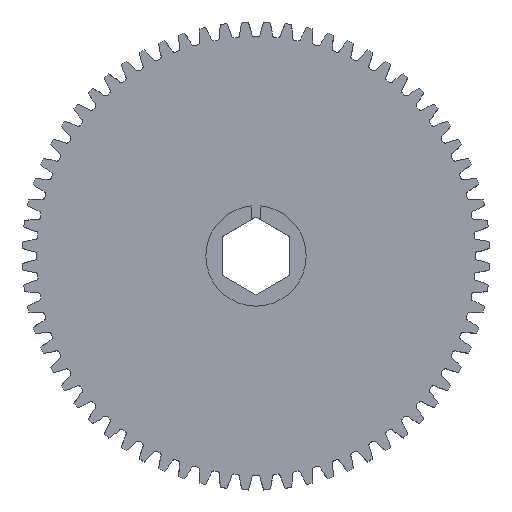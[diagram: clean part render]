
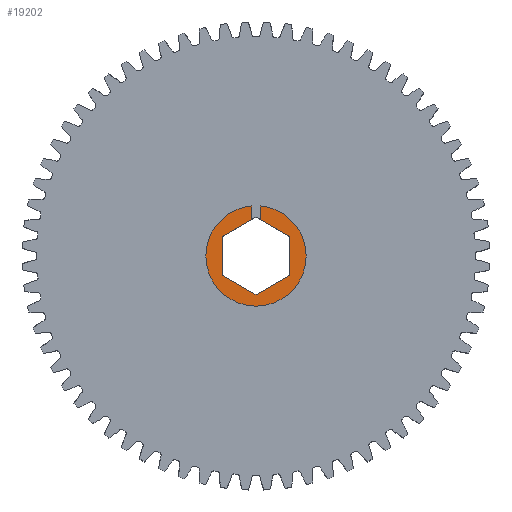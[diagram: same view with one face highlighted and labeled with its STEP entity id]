
A CAD part, top view. The second image highlights one B-rep face of the part: STEP entity #19202.
In plain terms, the highlighted planar face has unit normal (0, 0, 1).
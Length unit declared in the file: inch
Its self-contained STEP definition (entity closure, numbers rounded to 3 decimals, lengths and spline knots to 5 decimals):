
#180 = VECTOR ( 'NONE', #19211, 39.37008 ) ;
#194 = VECTOR ( 'NONE', #976, 39.37008 ) ;
#425 = DIRECTION ( 'NONE',  ( 0.866, 0.5, 0. ) ) ;
#639 = DIRECTION ( 'NONE',  ( -0.866, 0.5, 0. ) ) ;
#758 = LINE ( 'NONE', #17369, #23771 ) ;
#891 = EDGE_CURVE ( 'NONE', #22400, #11299, #21169, .T. ) ;
#976 = DIRECTION ( 'NONE',  ( 0., -1., 0. ) ) ;
#1235 = EDGE_LOOP ( 'NONE', ( #13852, #6045, #22419, #14712, #23568, #12204, #18603, #11804, #3559, #3826, #10567 ) ) ;
#1290 = VERTEX_POINT ( 'NONE', #7349 ) ;
#1747 = DIRECTION ( 'NONE',  ( 1., 0., 0. ) ) ;
#2019 = CARTESIAN_POINT ( 'NONE',  ( 0., 0., 0.249 ) ) ;
#2101 = CIRCLE ( 'NONE', #17803, 0.375 ) ;
#2107 = VERTEX_POINT ( 'NONE', #5023 ) ;
#2128 = EDGE_CURVE ( 'NONE', #4380, #22400, #10673, .T. ) ;
#2197 = CARTESIAN_POINT ( 'NONE',  ( 0.03125, 0.12544, 0.249 ) ) ;
#2275 = CARTESIAN_POINT ( 'NONE',  ( 0., -0.28983, 0.249 ) ) ;
#2661 = CARTESIAN_POINT ( 'NONE',  ( 0.251, -0.14491, 0.249 ) ) ;
#2812 = CARTESIAN_POINT ( 'NONE',  ( -0.375, 0., 0.249 ) ) ;
#3559 = ORIENTED_EDGE ( 'NONE', *, *, #9759, .F. ) ;
#3640 = VECTOR ( 'NONE', #23862, 39.37008 ) ;
#3826 = ORIENTED_EDGE ( 'NONE', *, *, #891, .F. ) ;
#4070 = AXIS2_PLACEMENT_3D ( 'NONE', #2019, #20972, #21220 ) ;
#4074 = VERTEX_POINT ( 'NONE', #12032 ) ;
#4380 = VERTEX_POINT ( 'NONE', #16146 ) ;
#4596 = EDGE_CURVE ( 'NONE', #13654, #4074, #2101, .T. ) ;
#4691 = VERTEX_POINT ( 'NONE', #12792 ) ;
#5023 = CARTESIAN_POINT ( 'NONE',  ( 0.03125, 0.27179, 0.249 ) ) ;
#5051 = VERTEX_POINT ( 'NONE', #2661 ) ;
#5055 = DIRECTION ( 'NONE',  ( 1., 0., 0. ) ) ;
#5282 = DIRECTION ( 'NONE',  ( 0., -1., 0. ) ) ;
#6045 = ORIENTED_EDGE ( 'NONE', *, *, #20262, .T. ) ;
#6737 = EDGE_CURVE ( 'NONE', #2107, #4074, #12029, .T. ) ;
#6817 = VECTOR ( 'NONE', #16749, 39.37008 ) ;
#7349 = CARTESIAN_POINT ( 'NONE',  ( -0.03125, 0.3737, 0.249 ) ) ;
#7389 = DIRECTION ( 'NONE',  ( 0., 0., 1. ) ) ;
#8470 = DIRECTION ( 'NONE',  ( 0., 1., 0. ) ) ;
#8699 = VERTEX_POINT ( 'NONE', #21826 ) ;
#9731 = CARTESIAN_POINT ( 'NONE',  ( 0., 0., 0.249 ) ) ;
#9759 = EDGE_CURVE ( 'NONE', #11299, #4691, #13675, .T. ) ;
#9790 = EDGE_CURVE ( 'NONE', #8699, #2107, #758, .T. ) ;
#10018 = VECTOR ( 'NONE', #8470, 39.37008 ) ;
#10567 = ORIENTED_EDGE ( 'NONE', *, *, #2128, .F. ) ;
#10673 = LINE ( 'NONE', #18189, #3640 ) ;
#11299 = VERTEX_POINT ( 'NONE', #11365 ) ;
#11365 = CARTESIAN_POINT ( 'NONE',  ( -0.251, -0.14491, 0.249 ) ) ;
#11703 = CARTESIAN_POINT ( 'NONE',  ( -0.251, -0.14491, 0.249 ) ) ;
#11804 = ORIENTED_EDGE ( 'NONE', *, *, #15937, .F. ) ;
#12029 = LINE ( 'NONE', #2197, #6817 ) ;
#12032 = CARTESIAN_POINT ( 'NONE',  ( 0.03125, 0.3737, 0.249 ) ) ;
#12204 = ORIENTED_EDGE ( 'NONE', *, *, #9790, .F. ) ;
#12421 = VERTEX_POINT ( 'NONE', #2812 ) ;
#12453 = EDGE_CURVE ( 'NONE', #1290, #4380, #13526, .T. ) ;
#12482 = EDGE_CURVE ( 'NONE', #5051, #8699, #21281, .T. ) ;
#12792 = CARTESIAN_POINT ( 'NONE',  ( 0., -0.28983, 0.249 ) ) ;
#13458 = VECTOR ( 'NONE', #5282, 39.37008 ) ;
#13526 = LINE ( 'NONE', #17821, #194 ) ;
#13654 = VERTEX_POINT ( 'NONE', #17799 ) ;
#13675 = LINE ( 'NONE', #11703, #180 ) ;
#13852 = ORIENTED_EDGE ( 'NONE', *, *, #12453, .F. ) ;
#14292 = CIRCLE ( 'NONE', #4070, 0.375 ) ;
#14408 = FACE_OUTER_BOUND ( 'NONE', #1235, .T. ) ;
#14712 = ORIENTED_EDGE ( 'NONE', *, *, #4596, .T. ) ;
#14906 = DIRECTION ( 'NONE',  ( 0., 0., 1. ) ) ;
#15442 = DIRECTION ( 'NONE',  ( 1., 0., 0. ) ) ;
#15570 = DIRECTION ( 'NONE',  ( 0., 0., 1. ) ) ;
#15937 = EDGE_CURVE ( 'NONE', #4691, #5051, #19127, .T. ) ;
#16146 = CARTESIAN_POINT ( 'NONE',  ( -0.03125, 0.27179, 0.249 ) ) ;
#16380 = PLANE ( 'NONE',  #20536 ) ;
#16749 = DIRECTION ( 'NONE',  ( 0., 1., 0. ) ) ;
#16829 = CIRCLE ( 'NONE', #21941, 0.375 ) ;
#17369 = CARTESIAN_POINT ( 'NONE',  ( 0.251, 0.14491, 0.249 ) ) ;
#17587 = CARTESIAN_POINT ( 'NONE',  ( 0.251, -0.14491, 0.249 ) ) ;
#17799 = CARTESIAN_POINT ( 'NONE',  ( 0.375, 0., 0.249 ) ) ;
#17803 = AXIS2_PLACEMENT_3D ( 'NONE', #9731, #14906, #1747 ) ;
#17821 = CARTESIAN_POINT ( 'NONE',  ( -0.03125, 0.12544, 0.249 ) ) ;
#18189 = CARTESIAN_POINT ( 'NONE',  ( 0., 0.28983, 0.249 ) ) ;
#18587 = CARTESIAN_POINT ( 'NONE',  ( 0., 0., 0.249 ) ) ;
#18603 = ORIENTED_EDGE ( 'NONE', *, *, #12482, .F. ) ;
#18929 = VECTOR ( 'NONE', #425, 39.37008 ) ;
#19127 = LINE ( 'NONE', #2275, #18929 ) ;
#19202 = ADVANCED_FACE ( 'NONE', ( #14408 ), #16380, .T. ) ;
#19211 = DIRECTION ( 'NONE',  ( 0.866, -0.5, 0. ) ) ;
#19316 = CARTESIAN_POINT ( 'NONE',  ( -0.251, 0.14491, 0.249 ) ) ;
#20262 = EDGE_CURVE ( 'NONE', #1290, #12421, #16829, .T. ) ;
#20536 = AXIS2_PLACEMENT_3D ( 'NONE', #18587, #7389, #5055 ) ;
#20868 = CARTESIAN_POINT ( 'NONE',  ( -0.251, 0.14491, 0.249 ) ) ;
#20972 = DIRECTION ( 'NONE',  ( 0., 0., 1. ) ) ;
#21169 = LINE ( 'NONE', #19316, #13458 ) ;
#21220 = DIRECTION ( 'NONE',  ( 1., 0., 0. ) ) ;
#21281 = LINE ( 'NONE', #17587, #10018 ) ;
#21349 = CARTESIAN_POINT ( 'NONE',  ( 0., 0., 0.249 ) ) ;
#21826 = CARTESIAN_POINT ( 'NONE',  ( 0.251, 0.14491, 0.249 ) ) ;
#21941 = AXIS2_PLACEMENT_3D ( 'NONE', #21349, #15570, #15442 ) ;
#22400 = VERTEX_POINT ( 'NONE', #20868 ) ;
#22419 = ORIENTED_EDGE ( 'NONE', *, *, #22907, .T. ) ;
#22907 = EDGE_CURVE ( 'NONE', #12421, #13654, #14292, .T. ) ;
#23568 = ORIENTED_EDGE ( 'NONE', *, *, #6737, .F. ) ;
#23771 = VECTOR ( 'NONE', #639, 39.37008 ) ;
#23862 = DIRECTION ( 'NONE',  ( -0.866, -0.5, 0. ) ) ;
